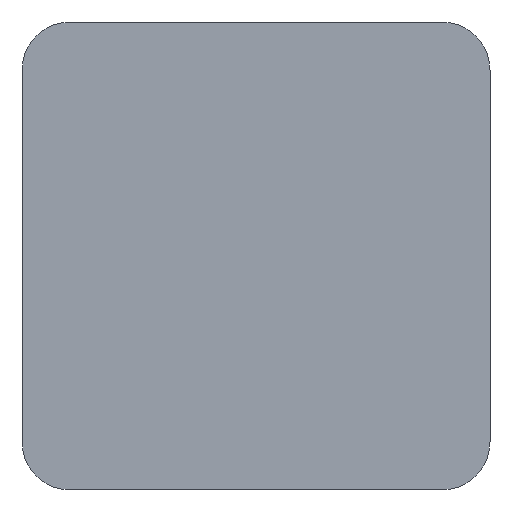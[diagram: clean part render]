
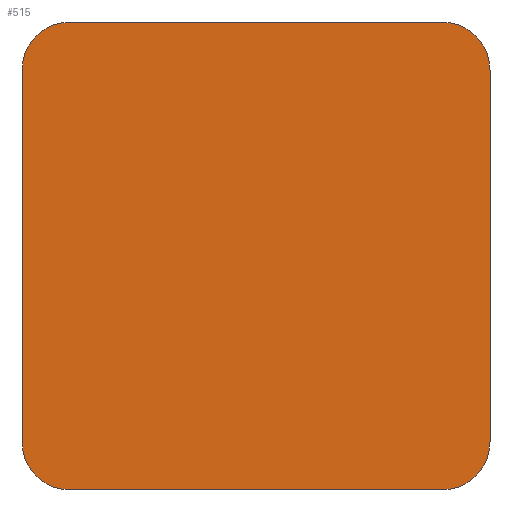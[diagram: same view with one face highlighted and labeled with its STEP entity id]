
A CAD part, front view. The second image highlights one B-rep face of the part: STEP entity #515.
In plain terms, the highlighted planar face has unit normal (0, -1, 0).
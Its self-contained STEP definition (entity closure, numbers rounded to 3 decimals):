
#41=PLANE('',#577);
#69=FACE_OUTER_BOUND('',#106,.T.);
#106=EDGE_LOOP('',(#470,#471,#472,#473,#474,#475,#476,#477));
#125=LINE('',#775,#174);
#131=LINE('',#790,#180);
#154=LINE('',#865,#203);
#155=LINE('',#867,#204);
#174=VECTOR('',#614,10.);
#180=VECTOR('',#630,10.);
#203=VECTOR('',#719,10.);
#204=VECTOR('',#722,10.);
#205=CIRCLE('',#531,5.);
#210=CIRCLE('',#539,5.);
#211=CIRCLE('',#541,5.);
#212=CIRCLE('',#544,5.);
#225=VERTEX_POINT('',#727);
#226=VERTEX_POINT('',#728);
#247=VERTEX_POINT('',#774);
#248=VERTEX_POINT('',#778);
#249=VERTEX_POINT('',#782);
#250=VERTEX_POINT('',#783);
#251=VERTEX_POINT('',#788);
#252=VERTEX_POINT('',#792);
#271=EDGE_CURVE('',#225,#226,#205,.T.);
#294=EDGE_CURVE('',#247,#226,#125,.T.);
#296=EDGE_CURVE('',#247,#248,#210,.T.);
#298=EDGE_CURVE('',#249,#250,#211,.T.);
#302=EDGE_CURVE('',#249,#251,#131,.T.);
#303=EDGE_CURVE('',#252,#251,#212,.T.);
#338=EDGE_CURVE('',#225,#250,#154,.T.);
#339=EDGE_CURVE('',#252,#248,#155,.T.);
#470=ORIENTED_EDGE('',*,*,#271,.F.);
#471=ORIENTED_EDGE('',*,*,#338,.T.);
#472=ORIENTED_EDGE('',*,*,#298,.F.);
#473=ORIENTED_EDGE('',*,*,#302,.T.);
#474=ORIENTED_EDGE('',*,*,#303,.F.);
#475=ORIENTED_EDGE('',*,*,#339,.T.);
#476=ORIENTED_EDGE('',*,*,#296,.F.);
#477=ORIENTED_EDGE('',*,*,#294,.T.);
#515=ADVANCED_FACE('',(#69),#41,.T.);
#531=AXIS2_PLACEMENT_3D('',#729,#582,#583);
#539=AXIS2_PLACEMENT_3D('',#779,#618,#619);
#541=AXIS2_PLACEMENT_3D('',#784,#623,#624);
#544=AXIS2_PLACEMENT_3D('',#793,#633,#634);
#577=AXIS2_PLACEMENT_3D('',#868,#723,#724);
#582=DIRECTION('center_axis',(0.,1.,0.));
#583=DIRECTION('ref_axis',(-0.707,0.,0.707));
#614=DIRECTION('',(-1.,0.,0.));
#618=DIRECTION('center_axis',(0.,1.,0.));
#619=DIRECTION('ref_axis',(0.707,0.,0.707));
#623=DIRECTION('center_axis',(0.,1.,0.));
#624=DIRECTION('ref_axis',(-0.707,0.,-0.707));
#630=DIRECTION('',(1.,0.,0.));
#633=DIRECTION('center_axis',(0.,1.,0.));
#634=DIRECTION('ref_axis',(0.707,0.,-0.707));
#719=DIRECTION('',(0.,0.,-1.));
#722=DIRECTION('',(0.,0.,1.));
#723=DIRECTION('center_axis',(0.,-1.,0.));
#724=DIRECTION('ref_axis',(0.,0.,-1.));
#727=CARTESIAN_POINT('',(-9.75,-10.5,30.5));
#728=CARTESIAN_POINT('',(-4.75,-10.5,35.5));
#729=CARTESIAN_POINT('Origin',(-4.75,-10.5,30.5));
#774=CARTESIAN_POINT('',(33.75,-10.5,35.5));
#775=CARTESIAN_POINT('',(-9.75,-10.5,35.5));
#778=CARTESIAN_POINT('',(38.75,-10.5,30.5));
#779=CARTESIAN_POINT('Origin',(33.75,-10.5,30.5));
#782=CARTESIAN_POINT('',(-4.75,-10.5,-13.));
#783=CARTESIAN_POINT('',(-9.75,-10.5,-8.));
#784=CARTESIAN_POINT('Origin',(-4.75,-10.5,-8.));
#788=CARTESIAN_POINT('',(33.75,-10.5,-13.));
#790=CARTESIAN_POINT('',(38.75,-10.5,-13.));
#792=CARTESIAN_POINT('',(38.75,-10.5,-8.));
#793=CARTESIAN_POINT('Origin',(33.75,-10.5,-8.));
#865=CARTESIAN_POINT('',(-9.75,-10.5,-13.));
#867=CARTESIAN_POINT('',(38.75,-10.5,35.5));
#868=CARTESIAN_POINT('Origin',(14.5,-10.5,11.25));
